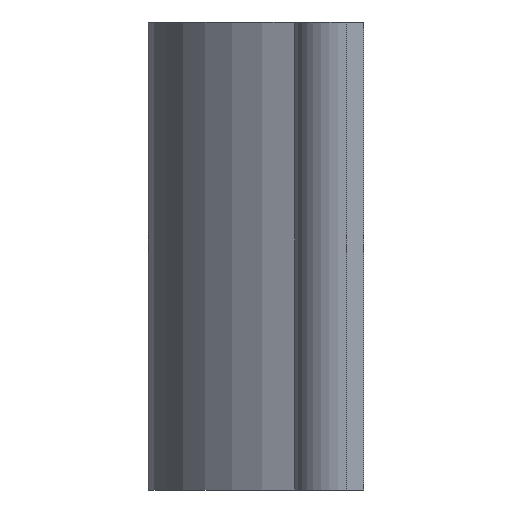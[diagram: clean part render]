
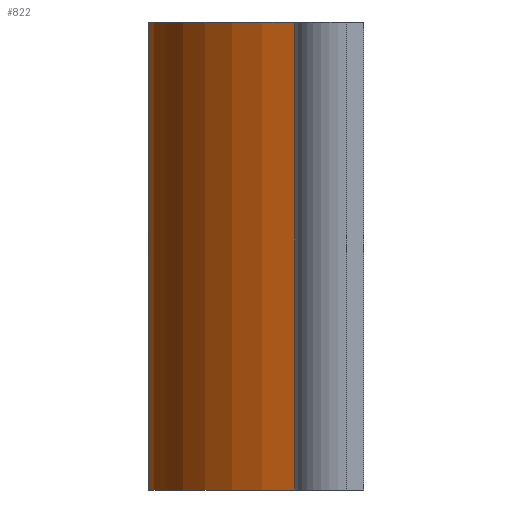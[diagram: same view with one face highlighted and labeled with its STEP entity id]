
A CAD part, left-side view. The second image highlights one B-rep face of the part: STEP entity #822.
In plain terms, the highlighted cylindrical face has radius 12.5 mm (diameter 25 mm), a partial arc.
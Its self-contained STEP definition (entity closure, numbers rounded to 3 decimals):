
#43 = PLANE('',#44);
#44 = AXIS2_PLACEMENT_3D('',#45,#46,#47);
#45 = CARTESIAN_POINT('',(7.45,0.,0.));
#46 = DIRECTION('',(0.,0.,-1.));
#47 = DIRECTION('',(-1.,0.,0.));
#218 = VERTEX_POINT('',#219);
#219 = CARTESIAN_POINT('',(-11.843,4.,0.));
#233 = PLANE('',#234);
#234 = AXIS2_PLACEMENT_3D('',#235,#236,#237);
#235 = CARTESIAN_POINT('',(-21.843,4.,0.));
#236 = DIRECTION('',(0.,1.,0.));
#237 = DIRECTION('',(1.,0.,0.));
#245 = EDGE_CURVE('',#246,#218,#248,.T.);
#246 = VERTEX_POINT('',#247);
#247 = CARTESIAN_POINT('',(11.843,4.,0.));
#248 = SURFACE_CURVE('',#249,(#254,#265),.PCURVE_S1.);
#249 = CIRCLE('',#250,12.5);
#250 = AXIS2_PLACEMENT_3D('',#251,#252,#253);
#251 = CARTESIAN_POINT('',(0.,0.,0.));
#252 = DIRECTION('',(0.,0.,1.));
#253 = DIRECTION('',(1.,0.,0.));
#254 = PCURVE('',#43,#255);
#255 = DEFINITIONAL_REPRESENTATION('',(#256),#264);
#256 = ( BOUNDED_CURVE() B_SPLINE_CURVE(2,(#257,#258,#259,#260,#261,#262
,#263),.UNSPECIFIED.,.T.,.F.) B_SPLINE_CURVE_WITH_KNOTS((1,2,2,2,2,1),(
    -2.094,0.,2.094,4.189,6.283,
8.378),.UNSPECIFIED.) CURVE() GEOMETRIC_REPRESENTATION_ITEM() 
RATIONAL_B_SPLINE_CURVE((1.,0.5,1.,0.5,1.,0.5,1.)) REPRESENTATION_ITEM(
  '') );
#257 = CARTESIAN_POINT('',(-5.05,0.));
#258 = CARTESIAN_POINT('',(-5.05,21.651));
#259 = CARTESIAN_POINT('',(13.7,10.825));
#260 = CARTESIAN_POINT('',(32.45,0.));
#261 = CARTESIAN_POINT('',(13.7,-10.825));
#262 = CARTESIAN_POINT('',(-5.05,-21.651));
#263 = CARTESIAN_POINT('',(-5.05,0.));
#264 = ( GEOMETRIC_REPRESENTATION_CONTEXT(2) 
PARAMETRIC_REPRESENTATION_CONTEXT() REPRESENTATION_CONTEXT('2D SPACE',''
  ) );
#265 = PCURVE('',#266,#271);
#266 = CYLINDRICAL_SURFACE('',#267,12.5);
#267 = AXIS2_PLACEMENT_3D('',#268,#269,#270);
#268 = CARTESIAN_POINT('',(0.,0.,0.));
#269 = DIRECTION('',(-0.,-0.,-1.));
#270 = DIRECTION('',(1.,0.,0.));
#271 = DEFINITIONAL_REPRESENTATION('',(#272),#276);
#272 = LINE('',#273,#274);
#273 = CARTESIAN_POINT('',(-0.,0.));
#274 = VECTOR('',#275,1.);
#275 = DIRECTION('',(-1.,0.));
#276 = ( GEOMETRIC_REPRESENTATION_CONTEXT(2) 
PARAMETRIC_REPRESENTATION_CONTEXT() REPRESENTATION_CONTEXT('2D SPACE',''
  ) );
#294 = PLANE('',#295);
#295 = AXIS2_PLACEMENT_3D('',#296,#297,#298);
#296 = CARTESIAN_POINT('',(21.843,4.,0.));
#297 = DIRECTION('',(0.,-1.,0.));
#298 = DIRECTION('',(-1.,0.,0.));
#380 = PLANE('',#381);
#381 = AXIS2_PLACEMENT_3D('',#382,#383,#384);
#382 = CARTESIAN_POINT('',(7.45,0.,27.));
#383 = DIRECTION('',(0.,0.,-1.));
#384 = DIRECTION('',(-1.,0.,0.));
#664 = VERTEX_POINT('',#665);
#665 = CARTESIAN_POINT('',(11.843,4.,27.));
#686 = EDGE_CURVE('',#246,#664,#687,.T.);
#687 = SURFACE_CURVE('',#688,(#692,#699),.PCURVE_S1.);
#688 = LINE('',#689,#690);
#689 = CARTESIAN_POINT('',(11.843,4.,0.));
#690 = VECTOR('',#691,1.);
#691 = DIRECTION('',(0.,0.,1.));
#692 = PCURVE('',#294,#693);
#693 = DEFINITIONAL_REPRESENTATION('',(#694),#698);
#694 = LINE('',#695,#696);
#695 = CARTESIAN_POINT('',(10.,0.));
#696 = VECTOR('',#697,1.);
#697 = DIRECTION('',(0.,-1.));
#698 = ( GEOMETRIC_REPRESENTATION_CONTEXT(2) 
PARAMETRIC_REPRESENTATION_CONTEXT() REPRESENTATION_CONTEXT('2D SPACE',''
  ) );
#699 = PCURVE('',#266,#700);
#700 = DEFINITIONAL_REPRESENTATION('',(#701),#705);
#701 = LINE('',#702,#703);
#702 = CARTESIAN_POINT('',(-0.326,0.));
#703 = VECTOR('',#704,1.);
#704 = DIRECTION('',(-0.,-1.));
#705 = ( GEOMETRIC_REPRESENTATION_CONTEXT(2) 
PARAMETRIC_REPRESENTATION_CONTEXT() REPRESENTATION_CONTEXT('2D SPACE',''
  ) );
#822 = ADVANCED_FACE('',(#823),#266,.T.);
#823 = FACE_BOUND('',#824,.F.);
#824 = EDGE_LOOP('',(#825,#826,#854,#875));
#825 = ORIENTED_EDGE('',*,*,#686,.T.);
#826 = ORIENTED_EDGE('',*,*,#827,.T.);
#827 = EDGE_CURVE('',#664,#828,#830,.T.);
#828 = VERTEX_POINT('',#829);
#829 = CARTESIAN_POINT('',(-11.843,4.,27.));
#830 = SURFACE_CURVE('',#831,(#836,#843),.PCURVE_S1.);
#831 = CIRCLE('',#832,12.5);
#832 = AXIS2_PLACEMENT_3D('',#833,#834,#835);
#833 = CARTESIAN_POINT('',(0.,0.,27.));
#834 = DIRECTION('',(0.,0.,1.));
#835 = DIRECTION('',(1.,0.,0.));
#836 = PCURVE('',#266,#837);
#837 = DEFINITIONAL_REPRESENTATION('',(#838),#842);
#838 = LINE('',#839,#840);
#839 = CARTESIAN_POINT('',(-0.,-27.));
#840 = VECTOR('',#841,1.);
#841 = DIRECTION('',(-1.,0.));
#842 = ( GEOMETRIC_REPRESENTATION_CONTEXT(2) 
PARAMETRIC_REPRESENTATION_CONTEXT() REPRESENTATION_CONTEXT('2D SPACE',''
  ) );
#843 = PCURVE('',#380,#844);
#844 = DEFINITIONAL_REPRESENTATION('',(#845),#853);
#845 = ( BOUNDED_CURVE() B_SPLINE_CURVE(2,(#846,#847,#848,#849,#850,#851
,#852),.UNSPECIFIED.,.T.,.F.) B_SPLINE_CURVE_WITH_KNOTS((1,2,2,2,2,1),(
    -2.094,0.,2.094,4.189,6.283,
8.378),.UNSPECIFIED.) CURVE() GEOMETRIC_REPRESENTATION_ITEM() 
RATIONAL_B_SPLINE_CURVE((1.,0.5,1.,0.5,1.,0.5,1.)) REPRESENTATION_ITEM(
  '') );
#846 = CARTESIAN_POINT('',(-5.05,0.));
#847 = CARTESIAN_POINT('',(-5.05,21.651));
#848 = CARTESIAN_POINT('',(13.7,10.825));
#849 = CARTESIAN_POINT('',(32.45,0.));
#850 = CARTESIAN_POINT('',(13.7,-10.825));
#851 = CARTESIAN_POINT('',(-5.05,-21.651));
#852 = CARTESIAN_POINT('',(-5.05,0.));
#853 = ( GEOMETRIC_REPRESENTATION_CONTEXT(2) 
PARAMETRIC_REPRESENTATION_CONTEXT() REPRESENTATION_CONTEXT('2D SPACE',''
  ) );
#854 = ORIENTED_EDGE('',*,*,#855,.F.);
#855 = EDGE_CURVE('',#218,#828,#856,.T.);
#856 = SURFACE_CURVE('',#857,(#861,#868),.PCURVE_S1.);
#857 = LINE('',#858,#859);
#858 = CARTESIAN_POINT('',(-11.843,4.,0.));
#859 = VECTOR('',#860,1.);
#860 = DIRECTION('',(0.,0.,1.));
#861 = PCURVE('',#266,#862);
#862 = DEFINITIONAL_REPRESENTATION('',(#863),#867);
#863 = LINE('',#864,#865);
#864 = CARTESIAN_POINT('',(-2.816,0.));
#865 = VECTOR('',#866,1.);
#866 = DIRECTION('',(-0.,-1.));
#867 = ( GEOMETRIC_REPRESENTATION_CONTEXT(2) 
PARAMETRIC_REPRESENTATION_CONTEXT() REPRESENTATION_CONTEXT('2D SPACE',''
  ) );
#868 = PCURVE('',#233,#869);
#869 = DEFINITIONAL_REPRESENTATION('',(#870),#874);
#870 = LINE('',#871,#872);
#871 = CARTESIAN_POINT('',(10.,0.));
#872 = VECTOR('',#873,1.);
#873 = DIRECTION('',(0.,-1.));
#874 = ( GEOMETRIC_REPRESENTATION_CONTEXT(2) 
PARAMETRIC_REPRESENTATION_CONTEXT() REPRESENTATION_CONTEXT('2D SPACE',''
  ) );
#875 = ORIENTED_EDGE('',*,*,#245,.F.);
